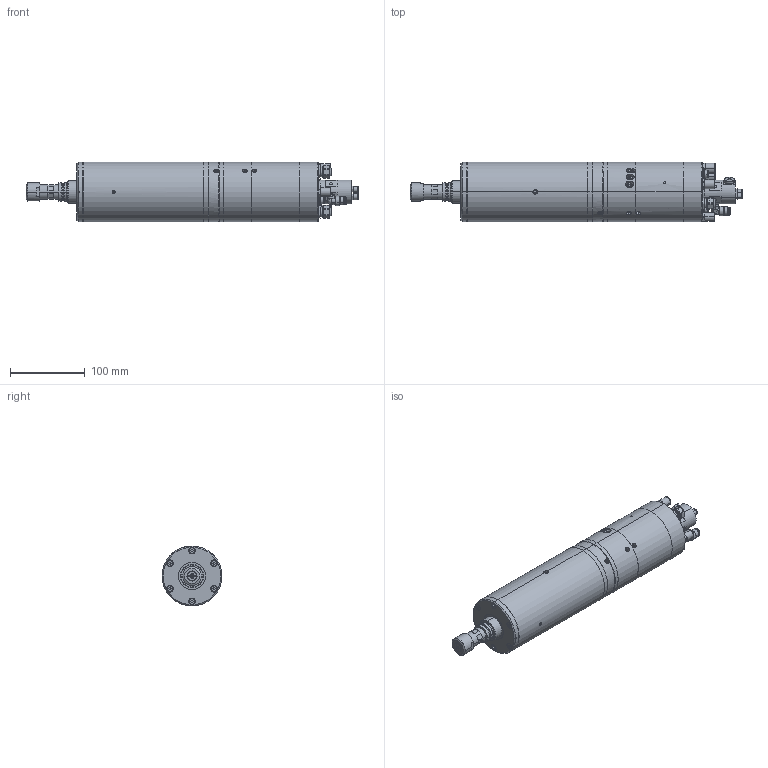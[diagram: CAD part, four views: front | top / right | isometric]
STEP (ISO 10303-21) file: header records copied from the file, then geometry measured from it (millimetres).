
FILE_DESCRIPTION (( 'STEP AP203' ), '1' );
FILE_NAME ('080A40HIKSW-00-.STEP', '2016-04-12T08:13:53', ( '' ), ( '' ), 'SwSTEP 2.0', 'SolidWorks 2014', '' );
FILE_SCHEMA (( 'CONFIG_CONTROL_DESIGN' ));
Length unit declared in the file: millimetre
Products named in the file (1): 080A40HIKSW-00-
Bounding box: 442.86 x 80 x 80 mm (x, y, z)
Surface area: 131530.1 mm2 (no closed solid volume)
Topology: 0 solids, 65 shells, 744 faces, 2212 edges, 1528 vertices
Faces by surface type: plane 339, cylinder 251, cone 105, torus 48, sphere 1
Entity records: 26133 total; most frequent: CARTESIAN_POINT 5663, DIRECTION 4618, ORIENTED_EDGE 3609, EDGE_CURVE 2200, AXIS2_PLACEMENT_3D 1768, VERTEX_POINT 1528, VECTOR 1082, LINE 1082
